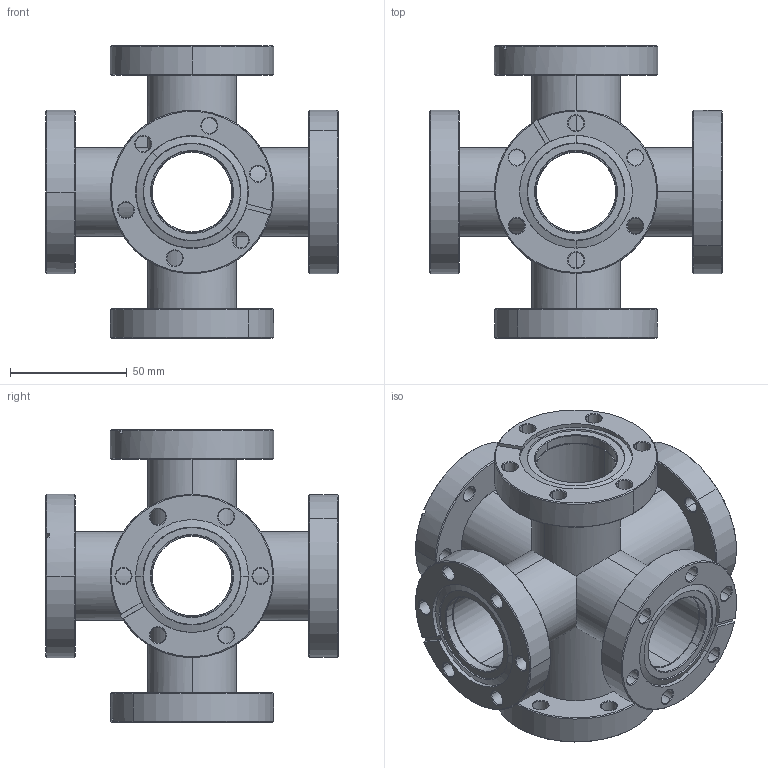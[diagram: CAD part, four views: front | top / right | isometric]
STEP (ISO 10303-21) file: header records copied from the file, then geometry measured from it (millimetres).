
FILE_DESCRIPTION (( 'STEP AP214' ), '1' );
FILE_NAME ('Hositrad_FX6-35-38R-Cross.STEP', '2013-02-11T13:35:40', ( '' ), ( '' ), 'SwSTEP 2.0', 'SolidWorks 2012', '' );
FILE_SCHEMA (( 'AUTOMOTIVE_DESIGN' ));
Length unit declared in the file: millimetre
Products named in the file (4): NW35CF-Weld-38.1; NW35CFR-Weld-38.1; 5+6way-cross_6-way; Hositrad_FX6-35-38R-Cross
Assembly tree (7 placements, depth 2):
  Hositrad_FX6-35-38R-Cross
    5+6way-cross_6-way
    NW35CFR-Weld-38.1  x3
    NW35CF-Weld-38.1  x3
Bounding box: 125.4 x 125.4 x 125.4 mm (x, y, z)
Volume: 240309.8 mm3; surface area: 133393.8 mm2
Topology: 10 solids, 10 shells, 458 faces, 1058 edges, 622 vertices
Faces by surface type: cone 228, cylinder 156, plane 54, bspline 12, sphere 8
Entity records: 6599 total; most frequent: CARTESIAN_POINT 2122, DIRECTION 966, ORIENTED_EDGE 876, EDGE_CURVE 438, AXIS2_PLACEMENT_3D 404, VERTEX_POINT 258, EDGE_LOOP 224, CIRCLE 220
